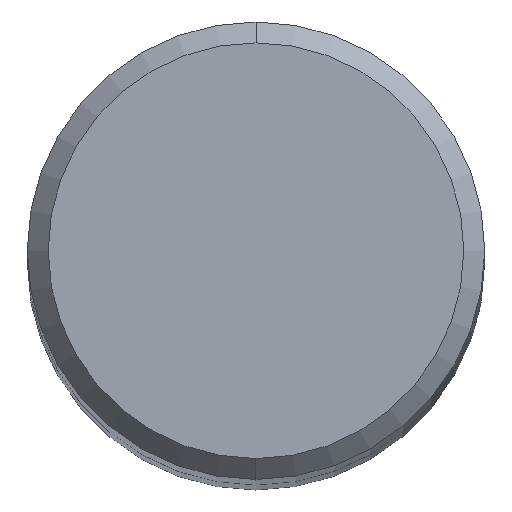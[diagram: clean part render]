
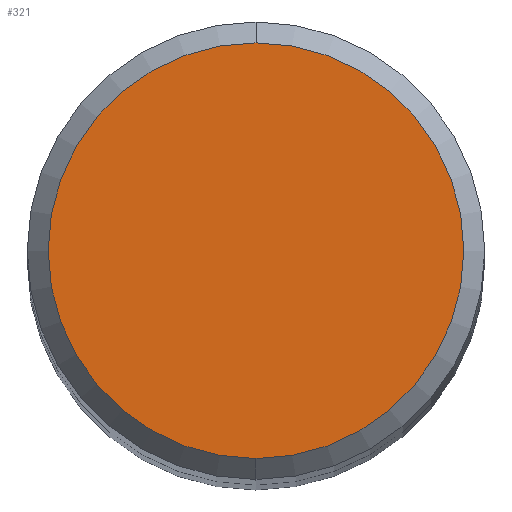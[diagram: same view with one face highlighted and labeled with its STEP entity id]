
A CAD part, top view. The second image highlights one B-rep face of the part: STEP entity #321.
In plain terms, the highlighted planar face has unit normal (0, 0, 1).
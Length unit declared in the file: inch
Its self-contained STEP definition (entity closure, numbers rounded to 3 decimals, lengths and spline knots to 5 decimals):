
#14 = VERTEX_POINT ( 'NONE', #407 ) ;
#20 = CARTESIAN_POINT ( 'NONE',  ( 0., -0.19875, 0. ) ) ;
#43 = AXIS2_PLACEMENT_3D ( 'NONE', #367, #333, #52 ) ;
#51 = EDGE_CURVE ( 'NONE', #98, #14, #158, .T. ) ;
#52 = DIRECTION ( 'NONE',  ( 0., -1., 0. ) ) ;
#64 = ORIENTED_EDGE ( 'NONE', *, *, #51, .T. ) ;
#93 = DIRECTION ( 'NONE',  ( 0., 0., -1. ) ) ;
#98 = VERTEX_POINT ( 'NONE', #20 ) ;
#130 = CIRCLE ( 'NONE', #43, 0.19875 ) ;
#158 = CIRCLE ( 'NONE', #390, 0.19875 ) ;
#168 = ORIENTED_EDGE ( 'NONE', *, *, #261, .T. ) ;
#176 = CARTESIAN_POINT ( 'NONE',  ( 0., 0., 0. ) ) ;
#226 = DIRECTION ( 'NONE',  ( 0., 1., 0. ) ) ;
#261 = EDGE_CURVE ( 'NONE', #14, #98, #130, .T. ) ;
#262 = FACE_OUTER_BOUND ( 'NONE', #279, .T. ) ;
#279 = EDGE_LOOP ( 'NONE', ( #168, #64 ) ) ;
#321 = ADVANCED_FACE ( 'NONE', ( #262 ), #342, .F. ) ;
#333 = DIRECTION ( 'NONE',  ( 0., 0., 1. ) ) ;
#342 = PLANE ( 'NONE',  #385 ) ;
#344 = DIRECTION ( 'NONE',  ( 0., 0., 1. ) ) ;
#367 = CARTESIAN_POINT ( 'NONE',  ( 0., 0., 0. ) ) ;
#372 = DIRECTION ( 'NONE',  ( 0., -1., 0. ) ) ;
#384 = CARTESIAN_POINT ( 'NONE',  ( 0., 0.19875, 0. ) ) ;
#385 = AXIS2_PLACEMENT_3D ( 'NONE', #384, #93, #226 ) ;
#390 = AXIS2_PLACEMENT_3D ( 'NONE', #176, #344, #372 ) ;
#407 = CARTESIAN_POINT ( 'NONE',  ( 0., 0.19875, 0. ) ) ;
